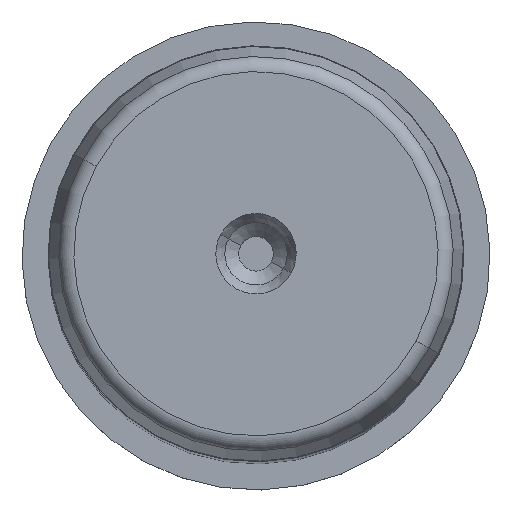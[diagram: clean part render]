
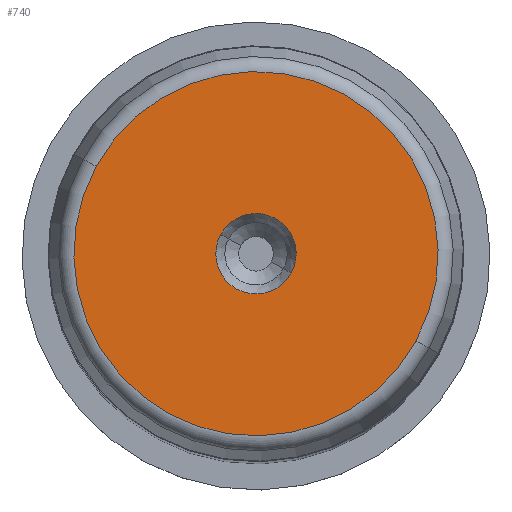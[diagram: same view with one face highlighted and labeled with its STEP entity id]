
A CAD part, top view. The second image highlights one B-rep face of the part: STEP entity #740.
In plain terms, the highlighted planar face has unit normal (0, 0, 1).
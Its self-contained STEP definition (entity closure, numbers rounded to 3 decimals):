
#492=CARTESIAN_POINT('Vertex',(-30.732,16.789,255.)) ;
#495=CARTESIAN_POINT('Axis2P3D Location',(0.,0.,255.)) ;
#499=CARTESIAN_POINT('Vertex',(30.732,-16.789,255.)) ;
#526=CARTESIAN_POINT('Axis2P3D Location',(0.,0.,255.)) ;
#713=CARTESIAN_POINT('Axis2P3D Location',(0.,0.,255.)) ;
#722=CARTESIAN_POINT('Axis2P3D Location',(0.,0.,255.)) ;
#726=CARTESIAN_POINT('Vertex',(6.786,-3.707,255.)) ;
#728=CARTESIAN_POINT('Vertex',(-6.786,3.707,255.)) ;
#731=CARTESIAN_POINT('Axis2P3D Location',(0.,0.,255.)) ;
#496=DIRECTION('Axis2P3D Direction',(-0.,0.,-1.)) ;
#527=DIRECTION('Axis2P3D Direction',(0.,0.,-1.)) ;
#714=DIRECTION('Axis2P3D Direction',(0.,0.,-1.)) ;
#715=DIRECTION('Axis2P3D XDirection',(1.,0.,0.)) ;
#723=DIRECTION('Axis2P3D Direction',(0.,0.,-1.)) ;
#732=DIRECTION('Axis2P3D Direction',(0.,0.,-1.)) ;
#497=AXIS2_PLACEMENT_3D('Circle Axis2P3D',#495,#496,$) ;
#528=AXIS2_PLACEMENT_3D('Circle Axis2P3D',#526,#527,$) ;
#716=AXIS2_PLACEMENT_3D('Plane Axis2P3D',#713,#714,#715) ;
#724=AXIS2_PLACEMENT_3D('Circle Axis2P3D',#722,#723,$) ;
#733=AXIS2_PLACEMENT_3D('Circle Axis2P3D',#731,#732,$) ;
#719=ORIENTED_EDGE('',*,*,#501,.F.) ;
#720=ORIENTED_EDGE('',*,*,#530,.F.) ;
#737=ORIENTED_EDGE('',*,*,#730,.T.) ;
#738=ORIENTED_EDGE('',*,*,#735,.T.) ;
#739=FACE_BOUND('',#736,.T.) ;
#740=ADVANCED_FACE('PartBody',(#721,#739),#717,.F.) ;
#498=CIRCLE('generated circle',#497,35.019) ;
#529=CIRCLE('generated circle',#528,35.019) ;
#725=CIRCLE('generated circle',#724,7.732) ;
#734=CIRCLE('generated circle',#733,7.732) ;
#501=EDGE_CURVE('',#493,#500,#498,.T.) ;
#530=EDGE_CURVE('',#500,#493,#529,.T.) ;
#730=EDGE_CURVE('',#727,#729,#725,.T.) ;
#735=EDGE_CURVE('',#729,#727,#734,.T.) ;
#718=EDGE_LOOP('',(#719,#720)) ;
#736=EDGE_LOOP('',(#737,#738)) ;
#721=FACE_OUTER_BOUND('',#718,.T.) ;
#717=PLANE('Plane',#716) ;
#493=VERTEX_POINT('',#492) ;
#500=VERTEX_POINT('',#499) ;
#727=VERTEX_POINT('',#726) ;
#729=VERTEX_POINT('',#728) ;
